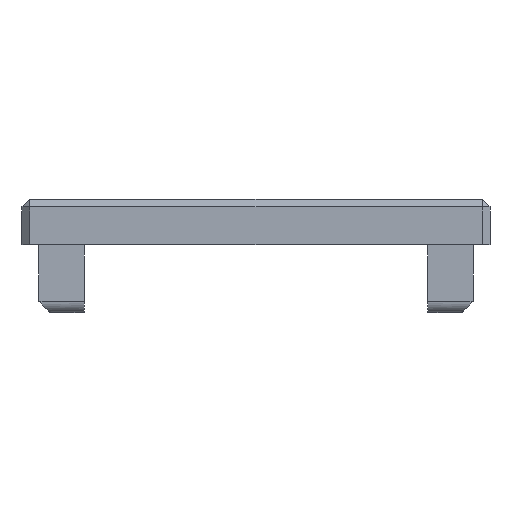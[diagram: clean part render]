
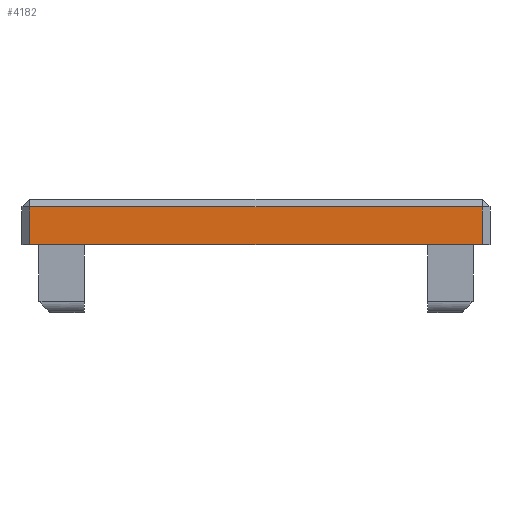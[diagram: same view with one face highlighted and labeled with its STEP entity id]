
A CAD part, front view. The second image highlights one B-rep face of the part: STEP entity #4182.
In plain terms, the highlighted planar face has unit normal (0, -1, 0).
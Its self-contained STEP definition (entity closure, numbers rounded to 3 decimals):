
#186 = PLANE('',#187);
#187 = AXIS2_PLACEMENT_3D('',#188,#189,#190);
#188 = CARTESIAN_POINT('',(-31.,-36.,23.));
#189 = DIRECTION('',(0.,0.,1.));
#190 = DIRECTION('',(1.,0.,0.));
#318 = PLANE('',#319);
#319 = AXIS2_PLACEMENT_3D('',#320,#321,#322);
#320 = CARTESIAN_POINT('',(-31.,-35.5,28.5));
#321 = DIRECTION('',(0.,0.707,-0.707));
#322 = DIRECTION('',(-1.,0.,0.));
#1547 = VERTEX_POINT('',#1548);
#1548 = CARTESIAN_POINT('',(-30.,-36.,23.));
#1562 = PLANE('',#1563);
#1563 = AXIS2_PLACEMENT_3D('',#1564,#1565,#1566);
#1564 = CARTESIAN_POINT('',(-30.5,-35.5,23.));
#1565 = DIRECTION('',(-0.707,-0.707,0.));
#1566 = DIRECTION('',(0.,0.,-1.));
#1574 = EDGE_CURVE('',#1547,#1575,#1577,.T.);
#1575 = VERTEX_POINT('',#1576);
#1576 = CARTESIAN_POINT('',(30.,-36.,23.));
#1577 = SURFACE_CURVE('',#1578,(#1582,#1589),.PCURVE_S1.);
#1578 = LINE('',#1579,#1580);
#1579 = CARTESIAN_POINT('',(-31.,-36.,23.));
#1580 = VECTOR('',#1581,1.);
#1581 = DIRECTION('',(1.,0.,0.));
#1582 = PCURVE('',#186,#1583);
#1583 = DEFINITIONAL_REPRESENTATION('',(#1584),#1588);
#1584 = LINE('',#1585,#1586);
#1585 = CARTESIAN_POINT('',(0.,0.));
#1586 = VECTOR('',#1587,1.);
#1587 = DIRECTION('',(1.,0.));
#1588 = ( GEOMETRIC_REPRESENTATION_CONTEXT(2) 
PARAMETRIC_REPRESENTATION_CONTEXT() REPRESENTATION_CONTEXT('2D SPACE',''
  ) );
#1589 = PCURVE('',#1590,#1595);
#1590 = PLANE('',#1591);
#1591 = AXIS2_PLACEMENT_3D('',#1592,#1593,#1594);
#1592 = CARTESIAN_POINT('',(-31.,-36.,23.));
#1593 = DIRECTION('',(0.,1.,0.));
#1594 = DIRECTION('',(0.,0.,1.));
#1595 = DEFINITIONAL_REPRESENTATION('',(#1596),#1600);
#1596 = LINE('',#1597,#1598);
#1597 = CARTESIAN_POINT('',(0.,0.));
#1598 = VECTOR('',#1599,1.);
#1599 = DIRECTION('',(0.,1.));
#1600 = ( GEOMETRIC_REPRESENTATION_CONTEXT(2) 
PARAMETRIC_REPRESENTATION_CONTEXT() REPRESENTATION_CONTEXT('2D SPACE',''
  ) );
#1618 = PLANE('',#1619);
#1619 = AXIS2_PLACEMENT_3D('',#1620,#1621,#1622);
#1620 = CARTESIAN_POINT('',(30.5,-35.5,23.));
#1621 = DIRECTION('',(-0.707,0.707,0.));
#1622 = DIRECTION('',(0.,0.,-1.));
#2346 = VERTEX_POINT('',#2347);
#2347 = CARTESIAN_POINT('',(-30.,-36.,28.));
#2368 = EDGE_CURVE('',#2346,#2369,#2371,.T.);
#2369 = VERTEX_POINT('',#2370);
#2370 = CARTESIAN_POINT('',(30.,-36.,28.));
#2371 = SURFACE_CURVE('',#2372,(#2376,#2383),.PCURVE_S1.);
#2372 = LINE('',#2373,#2374);
#2373 = CARTESIAN_POINT('',(-31.,-36.,28.));
#2374 = VECTOR('',#2375,1.);
#2375 = DIRECTION('',(1.,0.,0.));
#2376 = PCURVE('',#318,#2377);
#2377 = DEFINITIONAL_REPRESENTATION('',(#2378),#2382);
#2378 = LINE('',#2379,#2380);
#2379 = CARTESIAN_POINT('',(0.,-0.707));
#2380 = VECTOR('',#2381,1.);
#2381 = DIRECTION('',(-1.,0.));
#2382 = ( GEOMETRIC_REPRESENTATION_CONTEXT(2) 
PARAMETRIC_REPRESENTATION_CONTEXT() REPRESENTATION_CONTEXT('2D SPACE',''
  ) );
#2383 = PCURVE('',#1590,#2384);
#2384 = DEFINITIONAL_REPRESENTATION('',(#2385),#2389);
#2385 = LINE('',#2386,#2387);
#2386 = CARTESIAN_POINT('',(5.,0.));
#2387 = VECTOR('',#2388,1.);
#2388 = DIRECTION('',(0.,1.));
#2389 = ( GEOMETRIC_REPRESENTATION_CONTEXT(2) 
PARAMETRIC_REPRESENTATION_CONTEXT() REPRESENTATION_CONTEXT('2D SPACE',''
  ) );
#4162 = EDGE_CURVE('',#1575,#2369,#4163,.T.);
#4163 = SURFACE_CURVE('',#4164,(#4168,#4175),.PCURVE_S1.);
#4164 = LINE('',#4165,#4166);
#4165 = CARTESIAN_POINT('',(30.,-36.,23.));
#4166 = VECTOR('',#4167,1.);
#4167 = DIRECTION('',(0.,0.,1.));
#4168 = PCURVE('',#1618,#4169);
#4169 = DEFINITIONAL_REPRESENTATION('',(#4170),#4174);
#4170 = LINE('',#4171,#4172);
#4171 = CARTESIAN_POINT('',(0.,0.707));
#4172 = VECTOR('',#4173,1.);
#4173 = DIRECTION('',(-1.,0.));
#4174 = ( GEOMETRIC_REPRESENTATION_CONTEXT(2) 
PARAMETRIC_REPRESENTATION_CONTEXT() REPRESENTATION_CONTEXT('2D SPACE',''
  ) );
#4175 = PCURVE('',#1590,#4176);
#4176 = DEFINITIONAL_REPRESENTATION('',(#4177),#4181);
#4177 = LINE('',#4178,#4179);
#4178 = CARTESIAN_POINT('',(0.,61.));
#4179 = VECTOR('',#4180,1.);
#4180 = DIRECTION('',(1.,0.));
#4181 = ( GEOMETRIC_REPRESENTATION_CONTEXT(2) 
PARAMETRIC_REPRESENTATION_CONTEXT() REPRESENTATION_CONTEXT('2D SPACE',''
  ) );
#4182 = ADVANCED_FACE('',(#4183),#1590,.F.);
#4183 = FACE_BOUND('',#4184,.F.);
#4184 = EDGE_LOOP('',(#4185,#4186,#4207,#4208));
#4185 = ORIENTED_EDGE('',*,*,#1574,.F.);
#4186 = ORIENTED_EDGE('',*,*,#4187,.T.);
#4187 = EDGE_CURVE('',#1547,#2346,#4188,.T.);
#4188 = SURFACE_CURVE('',#4189,(#4193,#4200),.PCURVE_S1.);
#4189 = LINE('',#4190,#4191);
#4190 = CARTESIAN_POINT('',(-30.,-36.,23.));
#4191 = VECTOR('',#4192,1.);
#4192 = DIRECTION('',(0.,0.,1.));
#4193 = PCURVE('',#1590,#4194);
#4194 = DEFINITIONAL_REPRESENTATION('',(#4195),#4199);
#4195 = LINE('',#4196,#4197);
#4196 = CARTESIAN_POINT('',(0.,1.));
#4197 = VECTOR('',#4198,1.);
#4198 = DIRECTION('',(1.,0.));
#4199 = ( GEOMETRIC_REPRESENTATION_CONTEXT(2) 
PARAMETRIC_REPRESENTATION_CONTEXT() REPRESENTATION_CONTEXT('2D SPACE',''
  ) );
#4200 = PCURVE('',#1562,#4201);
#4201 = DEFINITIONAL_REPRESENTATION('',(#4202),#4206);
#4202 = LINE('',#4203,#4204);
#4203 = CARTESIAN_POINT('',(0.,0.707));
#4204 = VECTOR('',#4205,1.);
#4205 = DIRECTION('',(-1.,0.));
#4206 = ( GEOMETRIC_REPRESENTATION_CONTEXT(2) 
PARAMETRIC_REPRESENTATION_CONTEXT() REPRESENTATION_CONTEXT('2D SPACE',''
  ) );
#4207 = ORIENTED_EDGE('',*,*,#2368,.T.);
#4208 = ORIENTED_EDGE('',*,*,#4162,.F.);
